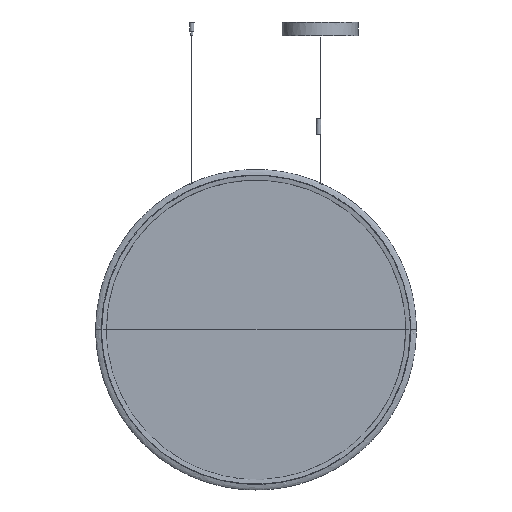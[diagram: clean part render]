
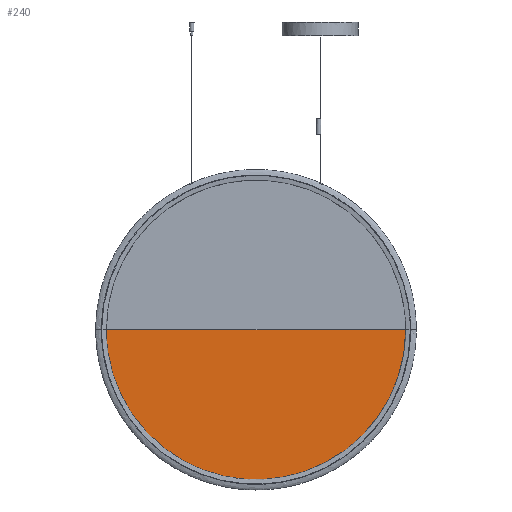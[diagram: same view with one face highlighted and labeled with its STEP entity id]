
A CAD part, front view. The second image highlights one B-rep face of the part: STEP entity #240.
In plain terms, the highlighted free-form (B-spline) face has degree [1, 2] with [2, 5] control points.
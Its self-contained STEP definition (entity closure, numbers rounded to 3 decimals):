
#26=B_SPLINE_CURVE_WITH_KNOTS($,1,(#2309,#2310),.UNSPECIFIED.,.F.,.F.,(2,
2),(-275.75,203.5),.UNSPECIFIED.);
#28=B_SPLINE_CURVE_WITH_KNOTS($,1,(#2323,#2324),.UNSPECIFIED.,.F.,.F.,(2,
2),(-275.75,203.5),.UNSPECIFIED.);
#240=ADVANCED_FACE($,(#342),#1304,.T.);
#342=FACE_OUTER_BOUND($,#452,.T.);
#452=EDGE_LOOP($,(#673,#674,#675));
#673=ORIENTED_EDGE($,*,*,#1015,.T.);
#674=ORIENTED_EDGE($,*,*,#1011,.F.);
#675=ORIENTED_EDGE($,*,*,#1016,.F.);
#1011=EDGE_CURVE($,#1201,#1200,#26,.T.);
#1015=EDGE_CURVE($,#1203,#1200,#28,.T.);
#1016=EDGE_CURVE($,#1203,#1201,#1447,.T.);
#1200=VERTEX_POINT($,#2400);
#1201=VERTEX_POINT($,#2401);
#1203=VERTEX_POINT($,#2403);
#1304=(
BOUNDED_SURFACE()
B_SPLINE_SURFACE(1,2,((#2369,#2370,#2371,#2372,#2373),(#2374,#2375,#2376,
#2377,#2378)),.UNSPECIFIED.,.F.,.F.,.F.)
B_SPLINE_SURFACE_WITH_KNOTS((2,2),(3,2,3),(-275.75,203.5),
(3.142,4.712,6.283),.UNSPECIFIED.)
GEOMETRIC_REPRESENTATION_ITEM()
RATIONAL_B_SPLINE_SURFACE(((1.,0.707,1.,0.707,1.),
(1.,0.707,1.,0.707,1.)))
REPRESENTATION_ITEM($)
SURFACE()
);
#1447=(
BOUNDED_CURVE()
B_SPLINE_CURVE(2,(#2325,#2326,#2327,#2328,#2329),.UNSPECIFIED.,.F.,.F.)
B_SPLINE_CURVE_WITH_KNOTS((3,2,3),(3.142,4.712,6.283),
.UNSPECIFIED.)
CURVE()
GEOMETRIC_REPRESENTATION_ITEM()
RATIONAL_B_SPLINE_CURVE((1.,0.707,1.,0.707,1.))
REPRESENTATION_ITEM($)
);
#2309=CARTESIAN_POINT($,(-479.25,-1.,0.));
#2310=CARTESIAN_POINT($,(0.,-1.,0.));
#2323=CARTESIAN_POINT($,(479.25,-1.,0.));
#2324=CARTESIAN_POINT($,(0.,-1.,0.));
#2325=CARTESIAN_POINT($,(479.25,-1.,0.));
#2326=CARTESIAN_POINT($,(479.25,-1.,-479.25));
#2327=CARTESIAN_POINT($,(0.,-1.,-479.25));
#2328=CARTESIAN_POINT($,(-479.25,-1.,-479.25));
#2329=CARTESIAN_POINT($,(-479.25,-1.,0.));
#2369=CARTESIAN_POINT($,(479.25,-1.,0.));
#2370=CARTESIAN_POINT($,(479.25,-1.,-479.25));
#2371=CARTESIAN_POINT($,(0.,-1.,-479.25));
#2372=CARTESIAN_POINT($,(-479.25,-1.,-479.25));
#2373=CARTESIAN_POINT($,(-479.25,-1.,0.));
#2374=CARTESIAN_POINT($,(0.,-1.,0.));
#2375=CARTESIAN_POINT($,(0.,-1.,0.));
#2376=CARTESIAN_POINT($,(0.,-1.,0.));
#2377=CARTESIAN_POINT($,(0.,-1.,0.));
#2378=CARTESIAN_POINT($,(0.,-1.,0.));
#2400=CARTESIAN_POINT($,(0.,-1.,0.));
#2401=CARTESIAN_POINT($,(-479.25,-1.,0.));
#2403=CARTESIAN_POINT($,(479.25,-1.,0.));
